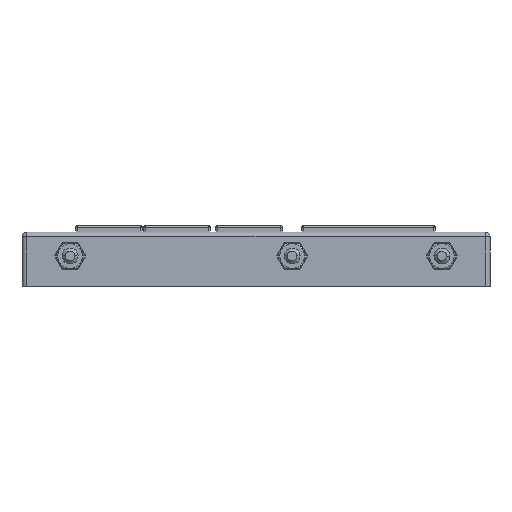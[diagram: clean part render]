
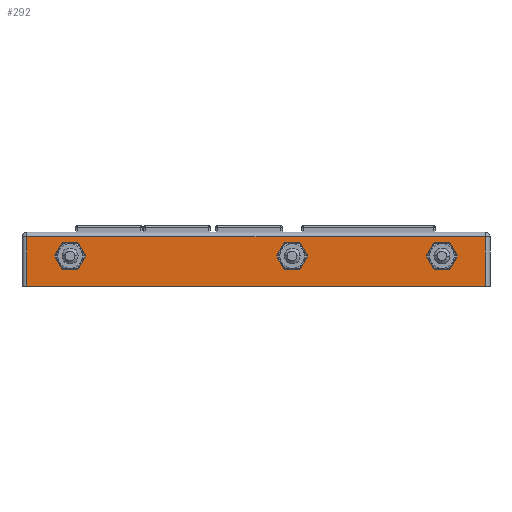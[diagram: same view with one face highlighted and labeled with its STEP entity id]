
A CAD part, front view. The second image highlights one B-rep face of the part: STEP entity #292.
In plain terms, the highlighted planar face has unit normal (0, -1, 0).
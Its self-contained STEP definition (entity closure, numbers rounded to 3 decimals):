
#292=ADVANCED_FACE('NONE',(#1125,#1126,#1127,#1128),#1129,.F.);
#1125=FACE_OUTER_BOUND('',#2681,.T.);
#1126=FACE_BOUND('',#2682,.T.);
#1127=FACE_BOUND('',#2683,.T.);
#1128=FACE_BOUND('',#2684,.T.);
#1129=PLANE('',#2685);
#2681=EDGE_LOOP('',(#4663,#4664,#4665,#4666));
#2682=EDGE_LOOP('',(#4667,#4668,#4669,#4670,#4671,#4672));
#2683=EDGE_LOOP('',(#4673,#4674,#4675,#4676,#4677,#4678));
#2684=EDGE_LOOP('',(#4679,#4680,#4681,#4682,#4683,#4684));
#2685=AXIS2_PLACEMENT_3D('',#4685,#4686,#4687);
#4663=ORIENTED_EDGE('',*,*,#10141,.T.);
#4664=ORIENTED_EDGE('',*,*,#10142,.T.);
#4665=ORIENTED_EDGE('',*,*,#10143,.T.);
#4666=ORIENTED_EDGE('',*,*,#10144,.T.);
#4667=ORIENTED_EDGE('',*,*,#10145,.F.);
#4668=ORIENTED_EDGE('',*,*,#10146,.F.);
#4669=ORIENTED_EDGE('',*,*,#10147,.F.);
#4670=ORIENTED_EDGE('',*,*,#10148,.F.);
#4671=ORIENTED_EDGE('',*,*,#10149,.F.);
#4672=ORIENTED_EDGE('',*,*,#10150,.F.);
#4673=ORIENTED_EDGE('',*,*,#10151,.F.);
#4674=ORIENTED_EDGE('',*,*,#10152,.F.);
#4675=ORIENTED_EDGE('',*,*,#10153,.F.);
#4676=ORIENTED_EDGE('',*,*,#10154,.F.);
#4677=ORIENTED_EDGE('',*,*,#10155,.F.);
#4678=ORIENTED_EDGE('',*,*,#10156,.F.);
#4679=ORIENTED_EDGE('',*,*,#10157,.F.);
#4680=ORIENTED_EDGE('',*,*,#10158,.F.);
#4681=ORIENTED_EDGE('',*,*,#10159,.F.);
#4682=ORIENTED_EDGE('',*,*,#10160,.F.);
#4683=ORIENTED_EDGE('',*,*,#10161,.F.);
#4684=ORIENTED_EDGE('',*,*,#10162,.F.);
#4685=CARTESIAN_POINT('',(-73.5,-51.0,8.5));
#4686=DIRECTION('',(0.,1.0,0.));
#4687=DIRECTION('',(1.0,0.0,0.));
#10141=EDGE_CURVE('NONE',#12089,#12090,#12091,.T.);
#10142=EDGE_CURVE('NONE',#12090,#12092,#12093,.T.);
#10143=EDGE_CURVE('NONE',#12092,#12094,#12095,.T.);
#10144=EDGE_CURVE('NONE',#12094,#12089,#12096,.T.);
#10145=EDGE_CURVE('NONE',#12097,#12098,#12099,.T.);
#10146=EDGE_CURVE('NONE',#12100,#12097,#12101,.T.);
#10147=EDGE_CURVE('NONE',#12102,#12100,#12103,.T.);
#10148=EDGE_CURVE('NONE',#12104,#12102,#12105,.T.);
#10149=EDGE_CURVE('NONE',#12106,#12104,#12107,.T.);
#10150=EDGE_CURVE('NONE',#12098,#12106,#12108,.T.);
#10151=EDGE_CURVE('NONE',#12109,#12110,#12111,.T.);
#10152=EDGE_CURVE('NONE',#12112,#12109,#12113,.T.);
#10153=EDGE_CURVE('NONE',#12114,#12112,#12115,.T.);
#10154=EDGE_CURVE('NONE',#12116,#12114,#12117,.T.);
#10155=EDGE_CURVE('NONE',#12118,#12116,#12119,.T.);
#10156=EDGE_CURVE('NONE',#12110,#12118,#12120,.T.);
#10157=EDGE_CURVE('NONE',#12121,#12122,#12123,.T.);
#10158=EDGE_CURVE('NONE',#12124,#12121,#12125,.T.);
#10159=EDGE_CURVE('NONE',#12126,#12124,#12127,.T.);
#10160=EDGE_CURVE('NONE',#12128,#12126,#12129,.T.);
#10161=EDGE_CURVE('NONE',#12130,#12128,#12131,.T.);
#10162=EDGE_CURVE('NONE',#12122,#12130,#12132,.T.);
#12089=VERTEX_POINT('NONE',#15159);
#12090=VERTEX_POINT('NONE',#15160);
#12091=LINE('',#15161,#15162);
#12092=VERTEX_POINT('NONE',#15163);
#12093=LINE('',#15164,#15165);
#12094=VERTEX_POINT('NONE',#15166);
#12095=LINE('',#15167,#15168);
#12096=LINE('',#15169,#15170);
#12097=VERTEX_POINT('NONE',#15171);
#12098=VERTEX_POINT('NONE',#15172);
#12099=LINE('',#15173,#15174);
#12100=VERTEX_POINT('NONE',#15175);
#12101=LINE('',#15176,#15177);
#12102=VERTEX_POINT('NONE',#15178);
#12103=LINE('',#15179,#15180);
#12104=VERTEX_POINT('NONE',#15181);
#12105=LINE('',#15182,#15183);
#12106=VERTEX_POINT('NONE',#15184);
#12107=LINE('',#15185,#15186);
#12108=LINE('',#15187,#15188);
#12109=VERTEX_POINT('NONE',#15189);
#12110=VERTEX_POINT('NONE',#15190);
#12111=LINE('',#15191,#15192);
#12112=VERTEX_POINT('NONE',#15193);
#12113=LINE('',#15194,#15195);
#12114=VERTEX_POINT('NONE',#15196);
#12115=LINE('',#15197,#15198);
#12116=VERTEX_POINT('NONE',#15199);
#12117=LINE('',#15200,#15201);
#12118=VERTEX_POINT('NONE',#15202);
#12119=LINE('',#15203,#15204);
#12120=LINE('',#15205,#15206);
#12121=VERTEX_POINT('NONE',#15207);
#12122=VERTEX_POINT('NONE',#15208);
#12123=LINE('',#15209,#15210);
#12124=VERTEX_POINT('NONE',#15211);
#12125=LINE('',#15212,#15213);
#12126=VERTEX_POINT('NONE',#15214);
#12127=LINE('',#15215,#15216);
#12128=VERTEX_POINT('NONE',#15217);
#12129=LINE('',#15218,#15219);
#12130=VERTEX_POINT('NONE',#15220);
#12131=LINE('',#15221,#15222);
#12132=LINE('',#15223,#15224);
#15159=CARTESIAN_POINT('',(-72.0,-51.0,-8.5));
#15160=CARTESIAN_POINT('',(72.0,-51.0,-8.5));
#15161=CARTESIAN_POINT('',(-73.5,-51.0,-8.5));
#15162=VECTOR('',#19477,1000.0);
#15163=CARTESIAN_POINT('',(72.0,-51.0,7.0));
#15164=CARTESIAN_POINT('',(72.0,-51.0,8.5));
#15165=VECTOR('',#19478,1000.0);
#15166=CARTESIAN_POINT('',(-72.0,-51.0,7.0));
#15167=CARTESIAN_POINT('',(-73.5,-51.0,7.0));
#15168=VECTOR('',#19479,1000.0);
#15169=CARTESIAN_POINT('',(-72.0,-51.0,8.5));
#15170=VECTOR('',#19480,1000.0);
#15171=CARTESIAN_POINT('',(60.854,-51.0,-3.25));
#15172=CARTESIAN_POINT('',(63.307,-51.0,1.));
#15173=CARTESIAN_POINT('',(60.854,-51.0,-3.25));
#15174=VECTOR('',#19481,1000.0);
#15175=CARTESIAN_POINT('',(55.946,-51.0,-3.25));
#15176=CARTESIAN_POINT('',(55.946,-51.0,-3.25));
#15177=VECTOR('',#19482,1000.0);
#15178=CARTESIAN_POINT('',(53.493,-51.0,1.));
#15179=CARTESIAN_POINT('',(53.493,-51.0,1.));
#15180=VECTOR('',#19483,1000.0);
#15181=CARTESIAN_POINT('',(55.946,-51.0,5.25));
#15182=CARTESIAN_POINT('',(55.946,-51.0,5.25));
#15183=VECTOR('',#19484,1000.0);
#15184=CARTESIAN_POINT('',(60.854,-51.0,5.25));
#15185=CARTESIAN_POINT('',(60.854,-51.0,5.25));
#15186=VECTOR('',#19485,1000.0);
#15187=CARTESIAN_POINT('',(63.307,-51.0,1.));
#15188=VECTOR('',#19486,1000.0);
#15189=CARTESIAN_POINT('',(13.804,-51.0,-3.25));
#15190=CARTESIAN_POINT('',(16.257,-51.0,1.0));
#15191=CARTESIAN_POINT('',(13.804,-51.0,-3.25));
#15192=VECTOR('',#19487,1000.0);
#15193=CARTESIAN_POINT('',(8.896,-51.0,-3.25));
#15194=CARTESIAN_POINT('',(8.896,-51.0,-3.25));
#15195=VECTOR('',#19488,1000.0);
#15196=CARTESIAN_POINT('',(6.443,-51.0,1.));
#15197=CARTESIAN_POINT('',(6.443,-51.0,1.));
#15198=VECTOR('',#19489,1000.0);
#15199=CARTESIAN_POINT('',(8.896,-51.0,5.25));
#15200=CARTESIAN_POINT('',(8.896,-51.0,5.25));
#15201=VECTOR('',#19490,1000.0);
#15202=CARTESIAN_POINT('',(13.804,-51.0,5.25));
#15203=CARTESIAN_POINT('',(13.804,-51.0,5.25));
#15204=VECTOR('',#19491,1000.0);
#15205=CARTESIAN_POINT('',(16.257,-51.0,1.0));
#15206=VECTOR('',#19492,1000.0);
#15207=CARTESIAN_POINT('',(-55.946,-51.0,-3.25));
#15208=CARTESIAN_POINT('',(-53.493,-51.0,1.));
#15209=CARTESIAN_POINT('',(-55.946,-51.0,-3.25));
#15210=VECTOR('',#19493,1000.0);
#15211=CARTESIAN_POINT('',(-60.854,-51.0,-3.25));
#15212=CARTESIAN_POINT('',(-60.854,-51.0,-3.25));
#15213=VECTOR('',#19494,1000.0);
#15214=CARTESIAN_POINT('',(-63.307,-51.0,1.));
#15215=CARTESIAN_POINT('',(-63.307,-51.0,1.));
#15216=VECTOR('',#19495,1000.0);
#15217=CARTESIAN_POINT('',(-60.854,-51.0,5.25));
#15218=CARTESIAN_POINT('',(-60.854,-51.0,5.25));
#15219=VECTOR('',#19496,1000.0);
#15220=CARTESIAN_POINT('',(-55.946,-51.0,5.25));
#15221=CARTESIAN_POINT('',(-55.946,-51.0,5.25));
#15222=VECTOR('',#19497,1000.0);
#15223=CARTESIAN_POINT('',(-53.493,-51.0,1.));
#15224=VECTOR('',#19498,1000.0);
#19477=DIRECTION('',(1.0,0.,0.0));
#19478=DIRECTION('',(-0.0,-0.0,1.0));
#19479=DIRECTION('',(-1.0,0.,-0.0));
#19480=DIRECTION('',(0.0,0.0,-1.0));
#19481=DIRECTION('',(0.5,0.0,0.866));
#19482=DIRECTION('',(1.0,0.0,0.0));
#19483=DIRECTION('',(0.5,0.0,-0.866));
#19484=DIRECTION('',(-0.5,0.0,-0.866));
#19485=DIRECTION('',(-1.0,0.0,0.0));
#19486=DIRECTION('',(-0.5,0.0,0.866));
#19487=DIRECTION('',(0.5,0.0,0.866));
#19488=DIRECTION('',(1.0,0.0,0.0));
#19489=DIRECTION('',(0.5,0.0,-0.866));
#19490=DIRECTION('',(-0.5,0.0,-0.866));
#19491=DIRECTION('',(-1.0,0.0,0.));
#19492=DIRECTION('',(-0.5,0.0,0.866));
#19493=DIRECTION('',(0.5,0.0,0.866));
#19494=DIRECTION('',(1.0,0.0,0.0));
#19495=DIRECTION('',(0.5,0.0,-0.866));
#19496=DIRECTION('',(-0.5,0.0,-0.866));
#19497=DIRECTION('',(-1.0,0.0,0.));
#19498=DIRECTION('',(-0.5,0.0,0.866));
